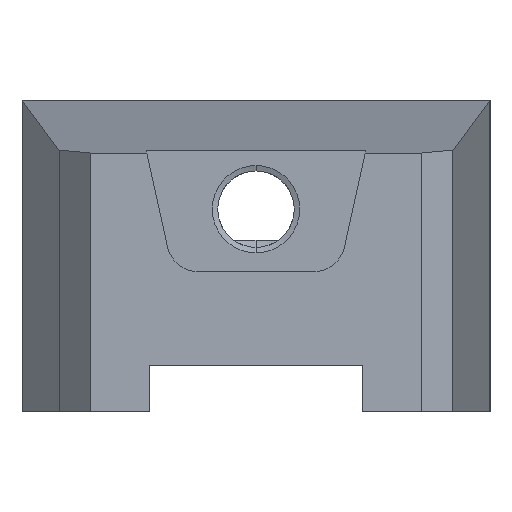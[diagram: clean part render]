
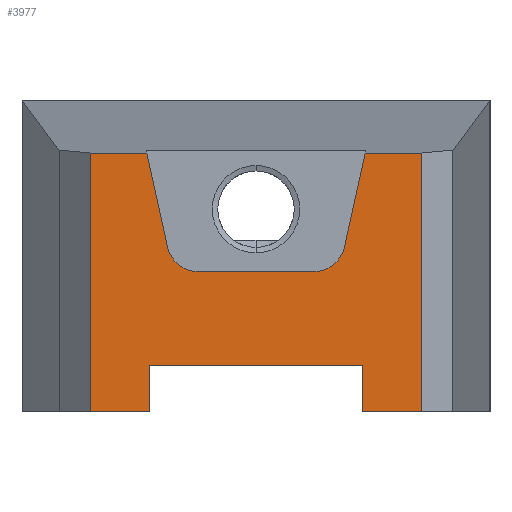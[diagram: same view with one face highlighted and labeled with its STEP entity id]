
A CAD part, left-side view. The second image highlights one B-rep face of the part: STEP entity #3977.
In plain terms, the highlighted planar face has unit normal (-1, 0, 0).
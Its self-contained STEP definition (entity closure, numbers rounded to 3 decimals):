
#2051=EDGE_CURVE('NONE',#4813,#3469,#5587,.T.);
#2193=VERTEX_POINT('NONE',#5742);
#2387=EDGE_CURVE('NONE',#3995,#2751,#5993,.T.);
#2489=EDGE_CURVE('NONE',#3129,#4077,#6103,.T.);
#2733=VERTEX_POINT('NONE',#6380);
#2751=VERTEX_POINT('NONE',#6403);
#2811=EDGE_CURVE('NONE',#4081,#4123,#6470,.T.);
#3129=VERTEX_POINT('NONE',#6839);
#3469=VERTEX_POINT('NONE',#7227);
#3579=EDGE_CURVE('NONE',#4077,#4813,#7348,.T.);
#3623=EDGE_CURVE('Kante24',#4527,#4027,#7400,.T.);
#3643=EDGE_CURVE('NONE',#2733,#2193,#7421,.T.);
#3661=EDGE_CURVE('NONE',#4123,#3129,#7441,.T.);
#3779=EDGE_CURVE('NONE',#4081,#5015,#7571,.T.);
#3813=EDGE_CURVE('NONE',#2733,#5015,#7611,.T.);
#3977=ADVANCED_FACE('Fl�che46',(#7793),#7794,.T.);
#3995=VERTEX_POINT('NONE',#7813);
#4027=VERTEX_POINT('NONE',#7848);
#4063=EDGE_CURVE('NONE',#2193,#4455,#7885,.T.);
#4077=VERTEX_POINT('NONE',#7899);
#4081=VERTEX_POINT('NONE',#7903);
#4123=VERTEX_POINT('NONE',#7948);
#4455=VERTEX_POINT('NONE',#8333);
#4527=VERTEX_POINT('NONE',#8417);
#4639=EDGE_CURVE('NONE',#4027,#3995,#8543,.T.);
#4663=EDGE_CURVE('NONE',#2751,#3469,#8569,.T.);
#4813=VERTEX_POINT('NONE',#8738);
#5015=VERTEX_POINT('NONE',#8967);
#5091=EDGE_CURVE('Kante14',#4455,#4527,#9050,.T.);
#5587=LINE('',#9657,#9658);
#5742=CARTESIAN_POINT('',(-470.0,-34.0,-100.));
#5993=LINE('',#10177,#10178);
#6103=LINE('',#10323,#10324);
#6380=CARTESIAN_POINT('',(-470.0,-53.112,-100.));
#6403=CARTESIAN_POINT('',(-470.0,53.112,-17.));
#6470=LINE('',#10900,#10901);
#6839=CARTESIAN_POINT('',(-470.0,-18.55,-55.));
#7227=CARTESIAN_POINT('',(-470.0,35.0,-17.));
#7348=CIRCLE('',#12089,10.0);
#7400=LINE('',#12154,#12155);
#7421=LINE('',#12183,#12184);
#7441=CIRCLE('',#12209,10.0);
#7571=LINE('',#12383,#12384);
#7611=LINE('',#12433,#12434);
#7793=FACE_OUTER_BOUND('',#12670,.T.);
#7794=PLANE('',#12671);
#7813=CARTESIAN_POINT('',(-470.0,53.112,-100.));
#7848=CARTESIAN_POINT('',(-470.0,34.0,-100.));
#7885=LINE('',#12834,#12835);
#7899=CARTESIAN_POINT('',(-470.0,18.55,-55.));
#7903=CARTESIAN_POINT('',(-470.0,-35.0,-17.));
#7948=CARTESIAN_POINT('',(-470.0,-28.313,-47.164));
#8333=CARTESIAN_POINT('',(-470.0,-34.0,-85.));
#8417=CARTESIAN_POINT('',(-470.0,34.0,-85.));
#8543=LINE('',#13701,#13702);
#8569=LINE('',#13737,#13738);
#8738=CARTESIAN_POINT('',(-470.0,28.313,-47.164));
#8967=CARTESIAN_POINT('',(-470.0,-53.112,-17.));
#9050=LINE('',#14368,#14369);
#9657=CARTESIAN_POINT('',(-470.0,36.33,-11.));
#9658=VECTOR('',#15024,1000.0);
#10177=CARTESIAN_POINT('',(-470.0,53.112,-100.));
#10178=VECTOR('',#15540,1000.0);
#10323=CARTESIAN_POINT('',(-470.0,18.55,-55.));
#10324=VECTOR('',#15668,1000.0);
#10900=CARTESIAN_POINT('',(-470.0,-28.313,-47.164));
#10901=VECTOR('',#16137,1000.0);
#12089=AXIS2_PLACEMENT_3D('',#17250,#17251,#17252);
#12154=CARTESIAN_POINT('',(-470.0,34.0,-100.));
#12155=VECTOR('',#17322,1000.0);
#12183=CARTESIAN_POINT('',(-470.0,-75.0,-100.));
#12184=VECTOR('',#17339,1000.0);
#12209=AXIS2_PLACEMENT_3D('',#17363,#17364,#17365);
#12383=CARTESIAN_POINT('',(-470.0,75.0,-17.));
#12384=VECTOR('',#17495,1000.0);
#12433=CARTESIAN_POINT('',(-470.0,-53.112,-100.));
#12434=VECTOR('',#17553,1000.0);
#12670=EDGE_LOOP('',(#17774,#17775,#17776,#17777,#17778,#17779,#17780,#17781,#17782,#17783,#17784,#17785,#17786,#17787));
#12671=AXIS2_PLACEMENT_3D('',#17788,#17789,#17790);
#12834=CARTESIAN_POINT('',(-470.0,-34.0,-100.));
#12835=VECTOR('',#17865,1000.0);
#13701=CARTESIAN_POINT('',(-470.0,-75.0,-100.));
#13702=VECTOR('',#18643,1000.0);
#13737=CARTESIAN_POINT('',(-470.0,75.0,-17.));
#13738=VECTOR('',#18666,1000.0);
#14368=CARTESIAN_POINT('',(-470.0,75.0,-85.));
#14369=VECTOR('',#19237,1000.0);
#15024=DIRECTION('',(0.0,0.216,0.976));
#15540=DIRECTION('',(0.0,0.0,1.0));
#15668=DIRECTION('',(0.0,1.0,0.0));
#16137=DIRECTION('',(0.0,0.216,-0.976));
#17250=CARTESIAN_POINT('',(-470.0,18.55,-45.));
#17251=DIRECTION('',(1.0,0.0,-0.0));
#17252=DIRECTION('',(0.0,0.0,1.0));
#17322=DIRECTION('',(0.0,0.,-1.0));
#17339=DIRECTION('',(0.0,1.0,0.0));
#17363=CARTESIAN_POINT('',(-470.0,-18.55,-45.));
#17364=DIRECTION('',(1.0,0.0,-0.0));
#17365=DIRECTION('',(0.0,0.0,1.0));
#17495=DIRECTION('',(0.0,-1.0,0.0));
#17553=DIRECTION('',(0.0,0.0,1.0));
#17774=ORIENTED_EDGE('',*,*,#3779,.F.);
#17775=ORIENTED_EDGE('',*,*,#2811,.T.);
#17776=ORIENTED_EDGE('',*,*,#3661,.T.);
#17777=ORIENTED_EDGE('',*,*,#2489,.T.);
#17778=ORIENTED_EDGE('',*,*,#3579,.T.);
#17779=ORIENTED_EDGE('',*,*,#2051,.T.);
#17780=ORIENTED_EDGE('',*,*,#4663,.F.);
#17781=ORIENTED_EDGE('',*,*,#2387,.F.);
#17782=ORIENTED_EDGE('',*,*,#4639,.F.);
#17783=ORIENTED_EDGE('',*,*,#3623,.F.);
#17784=ORIENTED_EDGE('',*,*,#5091,.F.);
#17785=ORIENTED_EDGE('',*,*,#4063,.F.);
#17786=ORIENTED_EDGE('',*,*,#3643,.F.);
#17787=ORIENTED_EDGE('',*,*,#3813,.T.);
#17788=CARTESIAN_POINT('',(-470.0,75.0,-100.));
#17789=DIRECTION('',(-1.0,0.0,0.0));
#17790=DIRECTION('',(0.0,-1.0,0.0));
#17865=DIRECTION('',(0.0,0.,1.0));
#18643=DIRECTION('',(0.0,1.0,0.0));
#18666=DIRECTION('',(0.0,-1.0,0.0));
#19237=DIRECTION('',(0.0,1.0,0.0));
